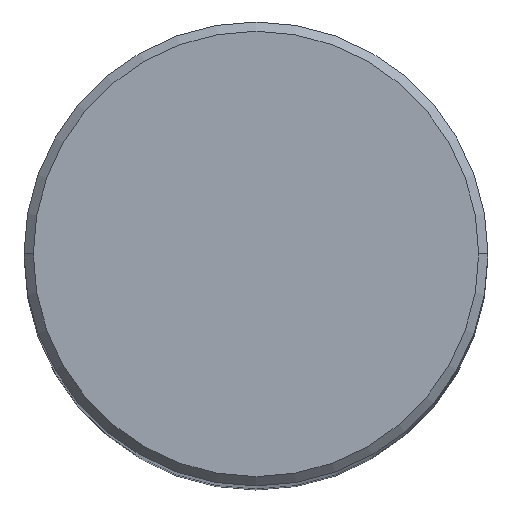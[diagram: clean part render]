
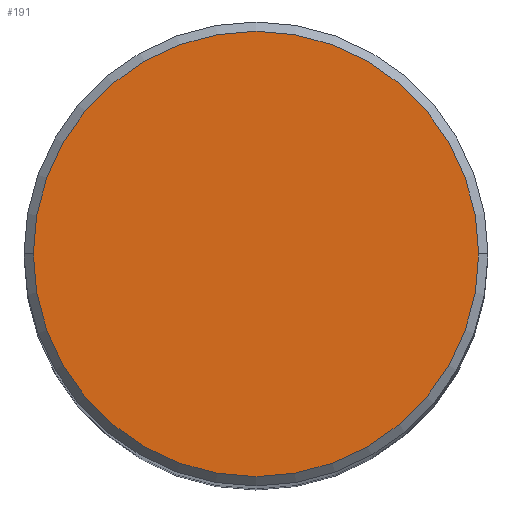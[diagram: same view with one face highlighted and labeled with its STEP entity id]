
A CAD part, top view. The second image highlights one B-rep face of the part: STEP entity #191.
In plain terms, the highlighted planar face has unit normal (0, 0, 1).
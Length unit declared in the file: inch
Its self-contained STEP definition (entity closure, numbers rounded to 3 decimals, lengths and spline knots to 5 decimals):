
#4 = EDGE_CURVE ( 'NONE', #167, #160, #293, .T. ) ;
#13 = EDGE_CURVE ( 'NONE', #160, #167, #92, .T. ) ;
#26 = CARTESIAN_POINT ( 'NONE',  ( -0.36, 0., 4. ) ) ;
#92 = CIRCLE ( 'NONE', #318, 0.36 ) ;
#97 = DIRECTION ( 'NONE',  ( 0., 0., 1. ) ) ;
#101 = FACE_OUTER_BOUND ( 'NONE', #259, .T. ) ;
#108 = CARTESIAN_POINT ( 'NONE',  ( 0., 0., 4. ) ) ;
#116 = ORIENTED_EDGE ( 'NONE', *, *, #4, .T. ) ;
#127 = CARTESIAN_POINT ( 'NONE',  ( 0., 0., 4. ) ) ;
#148 = AXIS2_PLACEMENT_3D ( 'NONE', #127, #266, #157 ) ;
#157 = DIRECTION ( 'NONE',  ( 1., 0., 0. ) ) ;
#160 = VERTEX_POINT ( 'NONE', #273 ) ;
#167 = VERTEX_POINT ( 'NONE', #26 ) ;
#187 = PLANE ( 'NONE',  #148 ) ;
#191 = ADVANCED_FACE ( 'NONE', ( #101 ), #187, .T. ) ;
#216 = AXIS2_PLACEMENT_3D ( 'NONE', #108, #225, #323 ) ;
#225 = DIRECTION ( 'NONE',  ( 0., 0., 1. ) ) ;
#259 = EDGE_LOOP ( 'NONE', ( #116, #319 ) ) ;
#266 = DIRECTION ( 'NONE',  ( 0., 0., 1. ) ) ;
#273 = CARTESIAN_POINT ( 'NONE',  ( 0.36, 0., 4. ) ) ;
#288 = CARTESIAN_POINT ( 'NONE',  ( 0., 0., 4. ) ) ;
#293 = CIRCLE ( 'NONE', #216, 0.36 ) ;
#316 = DIRECTION ( 'NONE',  ( 1., 0., 0. ) ) ;
#318 = AXIS2_PLACEMENT_3D ( 'NONE', #288, #97, #316 ) ;
#319 = ORIENTED_EDGE ( 'NONE', *, *, #13, .T. ) ;
#323 = DIRECTION ( 'NONE',  ( 1., 0., 0. ) ) ;
